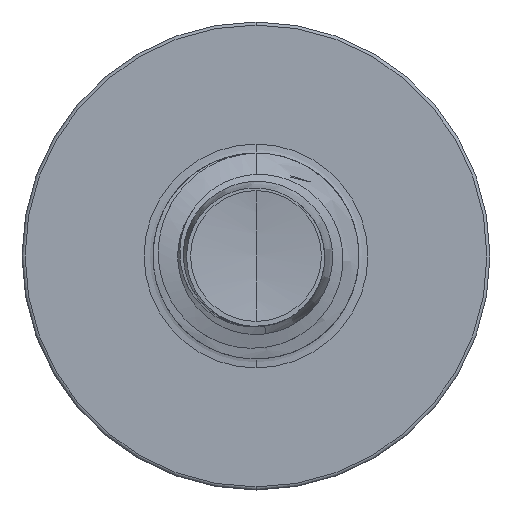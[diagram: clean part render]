
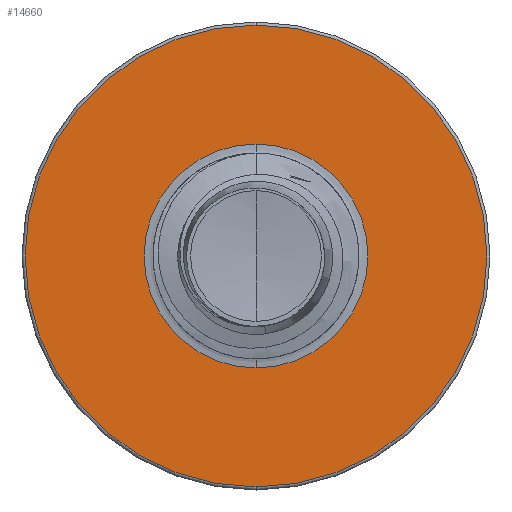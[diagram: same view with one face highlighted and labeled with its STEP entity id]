
A CAD part, front view. The second image highlights one B-rep face of the part: STEP entity #14660.
In plain terms, the highlighted planar face has unit normal (0, -1, 0).
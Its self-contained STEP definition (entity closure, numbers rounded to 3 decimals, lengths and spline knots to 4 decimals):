
#459 = AXIS2_PLACEMENT_3D ( 'NONE', #20958, #33426, #23559 ) ;
#646 = AXIS2_PLACEMENT_3D ( 'NONE', #29199, #14772, #30676 ) ;
#4935 = FACE_OUTER_BOUND ( 'NONE', #24222, .T. ) ;
#5751 = DIRECTION ( 'NONE',  ( 0., 0., 1. ) ) ;
#5816 = PLANE ( 'NONE',  #15768 ) ;
#5943 = CARTESIAN_POINT ( 'NONE',  ( 0., 9., -1.1956 ) ) ;
#6962 = AXIS2_PLACEMENT_3D ( 'NONE', #8321, #28041, #12061 ) ;
#7663 = DIRECTION ( 'NONE',  ( 0., 0., 1. ) ) ;
#7672 = DIRECTION ( 'NONE',  ( 0., 1., 0. ) ) ;
#7734 = CARTESIAN_POINT ( 'NONE',  ( 0., 9., 0. ) ) ;
#7975 = DIRECTION ( 'NONE',  ( 0., 1., 0. ) ) ;
#8321 = CARTESIAN_POINT ( 'NONE',  ( 0., 9., 0. ) ) ;
#8958 = ORIENTED_EDGE ( 'NONE', *, *, #30523, .T. ) ;
#9198 = CARTESIAN_POINT ( 'NONE',  ( 0., 9., -2.467 ) ) ;
#10558 = AXIS2_PLACEMENT_3D ( 'NONE', #7734, #7672, #7663 ) ;
#12061 = DIRECTION ( 'NONE',  ( 0., 0., 1. ) ) ;
#14280 = CIRCLE ( 'NONE', #10558, 1.1956 ) ;
#14660 = ADVANCED_FACE ( 'NONE', ( #4935, #31768 ), #5816, .F. ) ;
#14772 = DIRECTION ( 'NONE',  ( 0., 1., 0. ) ) ;
#15768 = AXIS2_PLACEMENT_3D ( 'NONE', #5943, #7975, #5751 ) ;
#15830 = CARTESIAN_POINT ( 'NONE',  ( 0., 9., 1.1956 ) ) ;
#18772 = CIRCLE ( 'NONE', #6962, 2.467 ) ;
#19655 = CARTESIAN_POINT ( 'NONE',  ( 0., 9., 2.467 ) ) ;
#20958 = CARTESIAN_POINT ( 'NONE',  ( 0., 9., 0. ) ) ;
#22991 = CIRCLE ( 'NONE', #646, 1.1956 ) ;
#23559 = DIRECTION ( 'NONE',  ( 0., 0., 1. ) ) ;
#24222 = EDGE_LOOP ( 'NONE', ( #24410, #29280 ) ) ;
#24410 = ORIENTED_EDGE ( 'NONE', *, *, #28700, .F. ) ;
#25057 = ORIENTED_EDGE ( 'NONE', *, *, #27279, .T. ) ;
#27153 = VERTEX_POINT ( 'NONE', #15830 ) ;
#27279 = EDGE_CURVE ( 'NONE', #29511, #27153, #14280, .T. ) ;
#28041 = DIRECTION ( 'NONE',  ( 0., 1., 0. ) ) ;
#28382 = EDGE_LOOP ( 'NONE', ( #8958, #25057 ) ) ;
#28700 = EDGE_CURVE ( 'NONE', #31596, #30186, #18772, .T. ) ;
#28850 = CARTESIAN_POINT ( 'NONE',  ( 0., 9., -1.1956 ) ) ;
#29199 = CARTESIAN_POINT ( 'NONE',  ( 0., 9., 0. ) ) ;
#29280 = ORIENTED_EDGE ( 'NONE', *, *, #30525, .F. ) ;
#29511 = VERTEX_POINT ( 'NONE', #28850 ) ;
#30186 = VERTEX_POINT ( 'NONE', #9198 ) ;
#30523 = EDGE_CURVE ( 'NONE', #27153, #29511, #22991, .T. ) ;
#30525 = EDGE_CURVE ( 'NONE', #30186, #31596, #31907, .T. ) ;
#30676 = DIRECTION ( 'NONE',  ( 0., 0., 1. ) ) ;
#31596 = VERTEX_POINT ( 'NONE', #19655 ) ;
#31768 = FACE_BOUND ( 'NONE', #28382, .T. ) ;
#31907 = CIRCLE ( 'NONE', #459, 2.467 ) ;
#33426 = DIRECTION ( 'NONE',  ( 0., 1., 0. ) ) ;
